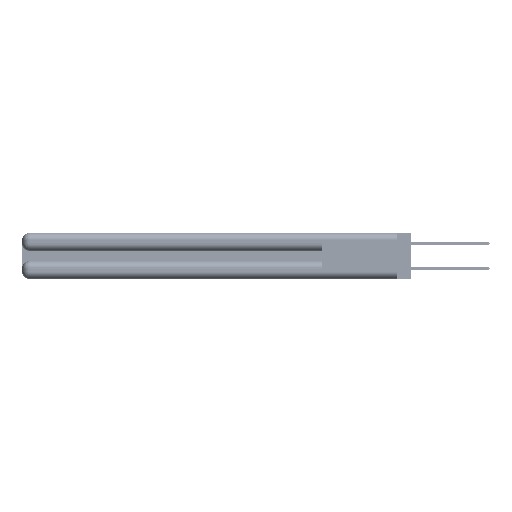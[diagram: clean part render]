
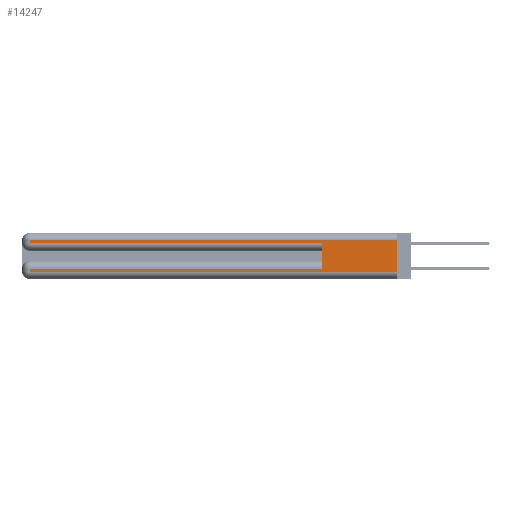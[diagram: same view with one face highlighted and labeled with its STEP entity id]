
A CAD part, left-side view. The second image highlights one B-rep face of the part: STEP entity #14247.
In plain terms, the highlighted planar face has unit normal (-1, 0, 0).
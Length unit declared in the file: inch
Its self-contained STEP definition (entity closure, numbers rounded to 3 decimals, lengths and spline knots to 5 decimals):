
#23 = EDGE_CURVE ( 'NONE', #47422, #42445, #41141, .T. ) ;
#722 = ORIENTED_EDGE ( 'NONE', *, *, #12705, .T. ) ;
#882 = CARTESIAN_POINT ( 'NONE',  ( 0., 0., 0.37 ) ) ;
#977 = DIRECTION ( 'NONE',  ( 0., 0., -1. ) ) ;
#1615 = CARTESIAN_POINT ( 'NONE',  ( 0., 2.94, 0.31 ) ) ;
#4171 = ORIENTED_EDGE ( 'NONE', *, *, #37969, .T. ) ;
#4190 = CARTESIAN_POINT ( 'NONE',  ( 0., 2.94, 0.285 ) ) ;
#4839 = PLANE ( 'NONE',  #17723 ) ;
#5009 = DIRECTION ( 'NONE',  ( 1., 0., 0. ) ) ;
#5970 = VERTEX_POINT ( 'NONE', #17848 ) ;
#6803 = EDGE_CURVE ( 'NONE', #38173, #28788, #28939, .T. ) ;
#7498 = EDGE_CURVE ( 'NONE', #5970, #49581, #50503, .T. ) ;
#8068 = CARTESIAN_POINT ( 'NONE',  ( 0., 0., 0.31 ) ) ;
#8769 = VECTOR ( 'NONE', #38465, 39.37008 ) ;
#8870 = ORIENTED_EDGE ( 'NONE', *, *, #47829, .T. ) ;
#9345 = VERTEX_POINT ( 'NONE', #28301 ) ;
#9991 = VECTOR ( 'NONE', #45355, 39.37008 ) ;
#12705 = EDGE_CURVE ( 'NONE', #49581, #9345, #12981, .T. ) ;
#12893 = VECTOR ( 'NONE', #51132, 39.37008 ) ;
#12981 = LINE ( 'NONE', #41538, #33333 ) ;
#13458 = EDGE_CURVE ( 'NONE', #5970, #38881, #40835, .T. ) ;
#13781 = EDGE_LOOP ( 'NONE', ( #25434, #4171, #37982, #51373, #45304, #42337, #722, #8870 ) ) ;
#14247 = ADVANCED_FACE ( 'NONE', ( #37585 ), #4839, .F. ) ;
#14625 = LINE ( 'NONE', #40632, #37506 ) ;
#17723 = AXIS2_PLACEMENT_3D ( 'NONE', #882, #5009, #33479 ) ;
#17848 = CARTESIAN_POINT ( 'NONE',  ( 0., 0.6, 0.085 ) ) ;
#18974 = CARTESIAN_POINT ( 'NONE',  ( 0., 0., 0.085 ) ) ;
#19431 = VECTOR ( 'NONE', #22934, 39.37008 ) ;
#20305 = CARTESIAN_POINT ( 'NONE',  ( 0., 0., 0.06 ) ) ;
#20445 = DIRECTION ( 'NONE',  ( 0., -1., 0. ) ) ;
#22782 = CARTESIAN_POINT ( 'NONE',  ( 0., 0., 0.06 ) ) ;
#22934 = DIRECTION ( 'NONE',  ( 0., 0., -1. ) ) ;
#23046 = DIRECTION ( 'NONE',  ( 0., 1., 0. ) ) ;
#25434 = ORIENTED_EDGE ( 'NONE', *, *, #23, .F. ) ;
#28301 = CARTESIAN_POINT ( 'NONE',  ( 0., 2.94, 0.06 ) ) ;
#28788 = VERTEX_POINT ( 'NONE', #4190 ) ;
#28939 = LINE ( 'NONE', #51294, #19431 ) ;
#30734 = CARTESIAN_POINT ( 'NONE',  ( 0., 0.6, 0.285 ) ) ;
#33333 = VECTOR ( 'NONE', #977, 39.37008 ) ;
#33479 = DIRECTION ( 'NONE',  ( 0., 0., -1. ) ) ;
#34213 = DIRECTION ( 'NONE',  ( 0., 0., 1. ) ) ;
#37506 = VECTOR ( 'NONE', #20445, 39.37008 ) ;
#37585 = FACE_OUTER_BOUND ( 'NONE', #13781, .T. ) ;
#37969 = EDGE_CURVE ( 'NONE', #47422, #38173, #42384, .T. ) ;
#37982 = ORIENTED_EDGE ( 'NONE', *, *, #6803, .T. ) ;
#38173 = VERTEX_POINT ( 'NONE', #1615 ) ;
#38465 = DIRECTION ( 'NONE',  ( 0., 0., -1. ) ) ;
#38881 = VERTEX_POINT ( 'NONE', #30734 ) ;
#39199 = EDGE_CURVE ( 'NONE', #28788, #38881, #14625, .T. ) ;
#39714 = VECTOR ( 'NONE', #23046, 39.37008 ) ;
#40632 = CARTESIAN_POINT ( 'NONE',  ( 0., 0., 0.285 ) ) ;
#40835 = LINE ( 'NONE', #42345, #50348 ) ;
#41141 = LINE ( 'NONE', #50527, #8769 ) ;
#41538 = CARTESIAN_POINT ( 'NONE',  ( 0., 2.94, 0.37 ) ) ;
#42337 = ORIENTED_EDGE ( 'NONE', *, *, #7498, .T. ) ;
#42345 = CARTESIAN_POINT ( 'NONE',  ( 0., 0.6, 0.145 ) ) ;
#42384 = LINE ( 'NONE', #49421, #9991 ) ;
#42445 = VERTEX_POINT ( 'NONE', #20305 ) ;
#42470 = CARTESIAN_POINT ( 'NONE',  ( 0., 2.94, 0.085 ) ) ;
#43984 = LINE ( 'NONE', #22782, #12893 ) ;
#45304 = ORIENTED_EDGE ( 'NONE', *, *, #13458, .F. ) ;
#45355 = DIRECTION ( 'NONE',  ( 0., 1., 0. ) ) ;
#47422 = VERTEX_POINT ( 'NONE', #8068 ) ;
#47829 = EDGE_CURVE ( 'NONE', #9345, #42445, #43984, .T. ) ;
#49421 = CARTESIAN_POINT ( 'NONE',  ( 0., 0., 0.31 ) ) ;
#49581 = VERTEX_POINT ( 'NONE', #42470 ) ;
#50348 = VECTOR ( 'NONE', #34213, 39.37008 ) ;
#50503 = LINE ( 'NONE', #18974, #39714 ) ;
#50527 = CARTESIAN_POINT ( 'NONE',  ( 0., 0., 0.37 ) ) ;
#51132 = DIRECTION ( 'NONE',  ( 0., -1., 0. ) ) ;
#51294 = CARTESIAN_POINT ( 'NONE',  ( 0., 2.94, 0.37 ) ) ;
#51373 = ORIENTED_EDGE ( 'NONE', *, *, #39199, .T. ) ;
